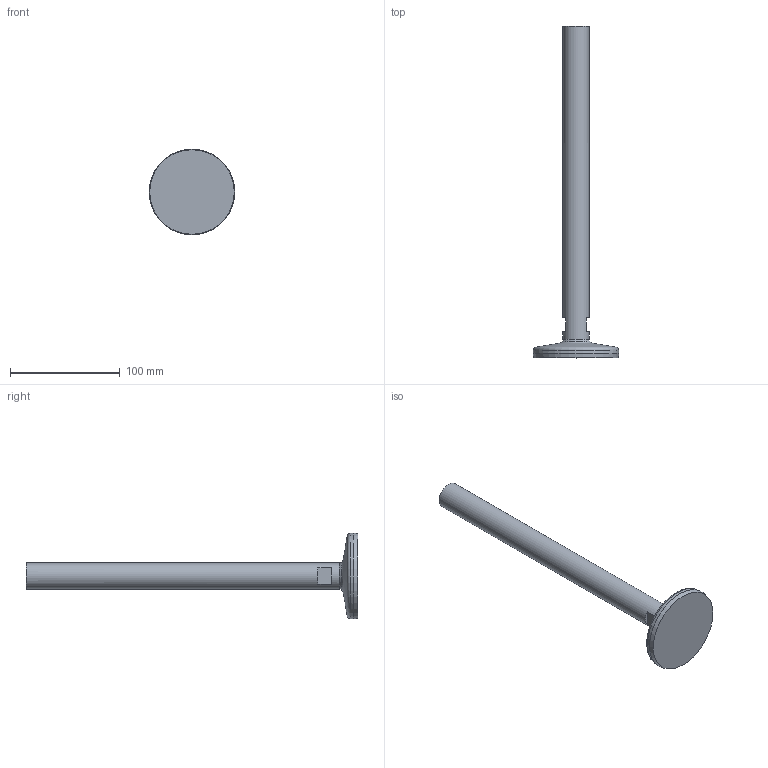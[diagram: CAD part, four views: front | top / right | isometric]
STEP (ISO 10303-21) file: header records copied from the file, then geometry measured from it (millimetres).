
FILE_DESCRIPTION (( 'STEP AP203' ), '1' );
FILE_NAME ('HSFx8 - HSF78-M24-L280-R19.STEP', '2024-09-03T13:12:23', ( '' ), ( '' ), 'SwSTEP 2.0', 'SolidWorks 2024', '' );
FILE_SCHEMA (( 'CONFIG_CONTROL_DESIGN' ));
Length unit declared in the file: millimetre
Products named in the file (1): HSFx8 - HSF78-M24-L280-R19
Bounding box: 78 x 302 x 78 mm (x, y, z)
Volume: 183567.6 mm3; surface area: 34238.9 mm2
Topology: 1 solids, 1 shells, 20 faces, 33 edges, 21 vertices
Faces by surface type: plane 10, cone 4, sphere 2, cylinder 2, torus 2
Full cylindrical faces by diameter (mm): 24 x1, 77.98 x1
Entity records: 507 total; most frequent: DIRECTION 84, CARTESIAN_POINT 67, ORIENTED_EDGE 50, AXIS2_PLACEMENT_3D 38, EDGE_LOOP 34, FACE_OUTER_BOUND 26, EDGE_CURVE 25, VERTEX_POINT 21
